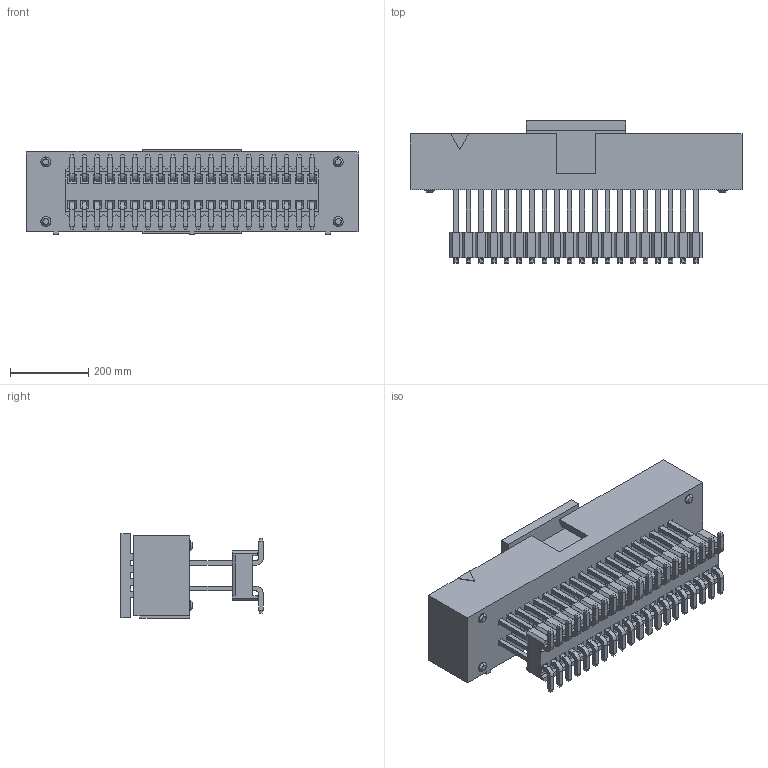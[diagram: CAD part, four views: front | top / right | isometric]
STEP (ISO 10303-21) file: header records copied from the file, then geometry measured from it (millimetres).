
FILE_DESCRIPTION( ('This file contains a STEP AP42 implementation' ,'as created by ZW3D STEP Interface translator.') ,'2;1' );
FILE_NAME( '3140-XXMXXBDXXX1.stp' ,'231122.112520', (''), ('ZWCAD Software Co.'), 'Version 1.0', 'ZW3D to STEP translator', '' );
FILE_SCHEMA(('AUTOMOTIVE_DESIGN { 1 0 10303 214 1 1 1 1 }'));
Length unit declared in the file: millimetre
Products named in the file (2): 0; 3140-40MXXBDXXX1
Bounding box: 848.36 x 363.73 x 217.17 mm (x, y, z)
Volume: 19665531.8 mm3; surface area: 2060747.7 mm2
Topology: 2 solids, 2 shells, 1736 faces, 4881 edges, 3174 vertices
Faces by surface type: plane 1622, cylinder 84, bspline 18, cone 12
Entity records: 71318 total; most frequent: CARTESIAN_POINT 32319, ORIENTED_EDGE 9762, EDGE_CURVE 4881, DIRECTION 4478, B_SPLINE_CURVE_WITH_KNOTS 3841, VERTEX_POINT 3174, EDGE_LOOP 1919, FACE_OUTER_BOUND 1736
